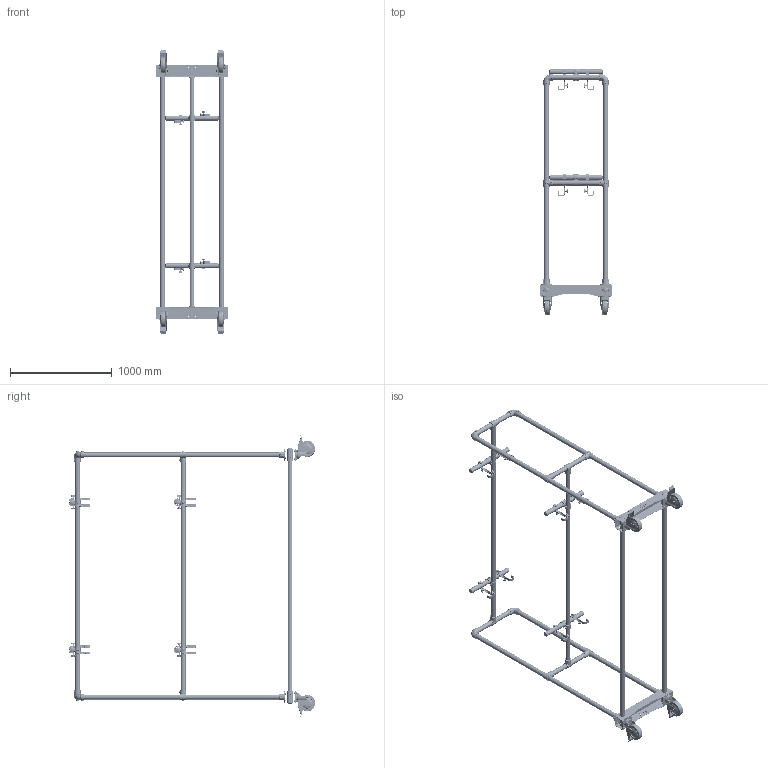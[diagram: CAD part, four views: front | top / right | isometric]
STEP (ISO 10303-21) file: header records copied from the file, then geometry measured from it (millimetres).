
FILE_DESCRIPTION (( 'STEP AP214' ), '1' );
FILE_NAME ('G3507.STEP', '2023-06-08T13:56:25', ( '' ), ( '' ), 'SwSTEP 2.0', 'SolidWorks 2022', '' );
FILE_SCHEMA (( 'AUTOMOTIVE_DESIGN' ));
Length unit declared in the file: millimetre
Products named in the file (30): T13100; Doughty Knob_S0158; T10100; G3501_2.5M TROLLEY; T19300; TH093_TH093; T16100; G3507; T12500; TH3324; T21500_T21500; SW3dPS-nyloc nut, st stl a2 iso_M8 NYLOC; T13300_T13300; SW3dPS-nyloc nut, st stl a2 iso_M10 NYLOC; TH3284; T24002; TH3283; TH3325; S3669; TH3293; TH3282; B Washer_Bright washer BS 4320 - M10 (Form B); Hex Screw GradeC_Doughty Fastners_ISO 4018 - M8 x 20-WS; TH3285; Hex Screw GradeC_Doughty Fastners_BS EN 24018 - M10 x 25-WS; B Washer_Bright washer BS 4320 - M8 (Form B)
Assembly tree (202 placements, depth 4):
  G3507
    G3501_2.5M TROLLEY
      TH3282  x2
        TH3283
        TH3284
        TH3285
      T19300  x8
      S3669  x4
      B Washer_Bright washer BS 4320 - M10 (Form B)  x32
      Hex Screw GradeC_Doughty Fastners_BS EN 24018 - M10 x 25-WS  x16
      SW3dPS-nyloc nut, st stl a2 iso_M10 NYLOC  x16
    TH3324  x2
    T13100  x4
      T13100
      T19300
    Hex Screw GradeC_Doughty Fastners_ISO 4018 - M8 x 20-WS  x16
    B Washer_Bright washer BS 4320 - M8 (Form B)  x16
    SW3dPS-nyloc nut, st stl a2 iso_M8 NYLOC  x16
    T24002  x4
    TH3293  x8
    T12500  x4
      T12500
      T19300
    T10100  x8
      T10100
      T19300
    TH3325  x2
    T16100  x4
      T16100
      T19300
    T13300_T13300  x12
    T21500_T21500  x8
      TH093_TH093
      Doughty Knob_S0158
Bounding box: 700 x 2422.4 x 2782.91 mm (x, y, z)
Volume: 22632540.5 mm3; surface area: 9197228.6 mm2
Topology: 246 solids, 258 shells, 13600 faces, 34496 edges, 21756 vertices
Faces by surface type: plane 4836, cylinder 3592, cone 3500, bspline 956, torus 708, sphere 8
Entity records: 71263 total; most frequent: CARTESIAN_POINT 24410, DIRECTION 9394, ORIENTED_EDGE 9376, EDGE_CURVE 4688, AXIS2_PLACEMENT_3D 3455, VERTEX_POINT 3010, LINE 2484, VECTOR 2484
